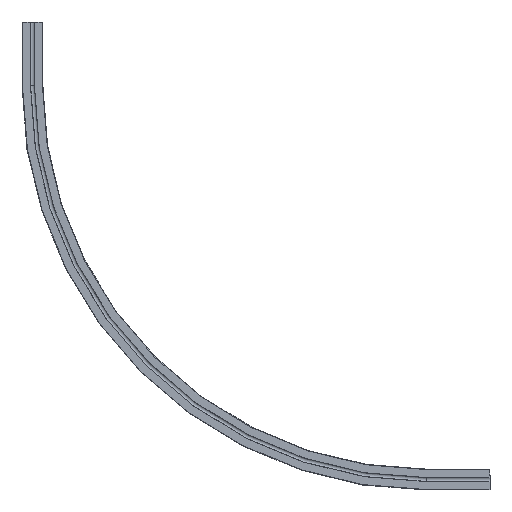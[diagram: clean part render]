
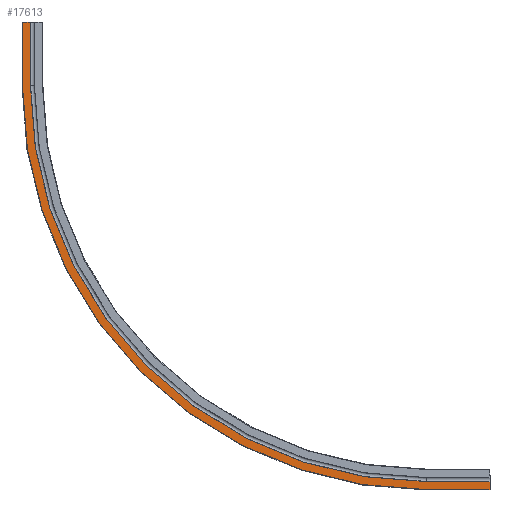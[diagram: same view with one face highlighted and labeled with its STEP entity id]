
A CAD part, front view. The second image highlights one B-rep face of the part: STEP entity #17613.
In plain terms, the highlighted planar face has unit normal (0, -1, 0).
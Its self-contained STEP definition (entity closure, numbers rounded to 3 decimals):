
#401 = AXIS2_PLACEMENT_3D ( 'NONE', #7316, #3636, #19429 ) ;
#1761 = ORIENTED_EDGE ( 'NONE', *, *, #20187, .T. ) ;
#2040 = CARTESIAN_POINT ( 'NONE',  ( 1074.5, -41.25, -929.217 ) ) ;
#2389 = LINE ( 'NONE', #11394, #8061 ) ;
#2844 = CARTESIAN_POINT ( 'NONE',  ( -23.5, -41.25, 150. ) ) ;
#3067 = LINE ( 'NONE', #18827, #7646 ) ;
#3109 = DIRECTION ( 'NONE',  ( -1., 0., 0. ) ) ;
#3300 = VERTEX_POINT ( 'NONE', #4447 ) ;
#3636 = DIRECTION ( 'NONE',  ( 0., 1., 0. ) ) ;
#3664 = CARTESIAN_POINT ( 'NONE',  ( -23.5, -41.25, 150. ) ) ;
#3768 = CARTESIAN_POINT ( 'NONE',  ( -4.717, -41.25, 150. ) ) ;
#4282 = ORIENTED_EDGE ( 'NONE', *, *, #19008, .F. ) ;
#4293 = LINE ( 'NONE', #3768, #5630 ) ;
#4447 = CARTESIAN_POINT ( 'NONE',  ( -4.717, -41.25, 0. ) ) ;
#4525 = EDGE_CURVE ( 'NONE', #20960, #4968, #3067, .T. ) ;
#4870 = EDGE_CURVE ( 'NONE', #16607, #20960, #6328, .T. ) ;
#4968 = VERTEX_POINT ( 'NONE', #21653 ) ;
#5002 = CARTESIAN_POINT ( 'NONE',  ( 924.5, -41.25, -929.217 ) ) ;
#5073 = ORIENTED_EDGE ( 'NONE', *, *, #5442, .T. ) ;
#5442 = EDGE_CURVE ( 'NONE', #21220, #3300, #6567, .T. ) ;
#5480 = CARTESIAN_POINT ( 'NONE',  ( -23.5, -41.25, 0. ) ) ;
#5630 = VECTOR ( 'NONE', #19423, 1000. ) ;
#6328 = LINE ( 'NONE', #2040, #20145 ) ;
#6441 = ORIENTED_EDGE ( 'NONE', *, *, #21351, .F. ) ;
#6567 = CIRCLE ( 'NONE', #20163, 929.217 ) ;
#6722 = PLANE ( 'NONE',  #12954 ) ;
#6802 = DIRECTION ( 'NONE',  ( 0., 1., 0. ) ) ;
#7316 = CARTESIAN_POINT ( 'NONE',  ( 924.5, -41.25, 0. ) ) ;
#7646 = VECTOR ( 'NONE', #15343, 1000. ) ;
#7883 = LINE ( 'NONE', #18350, #10846 ) ;
#7935 = DIRECTION ( 'NONE',  ( 1., 0., 0. ) ) ;
#8061 = VECTOR ( 'NONE', #7935, 1000. ) ;
#8373 = DIRECTION ( 'NONE',  ( 0., 0., 1. ) ) ;
#8775 = ORIENTED_EDGE ( 'NONE', *, *, #18811, .T. ) ;
#8963 = VECTOR ( 'NONE', #10583, 1000. ) ;
#9487 = FACE_OUTER_BOUND ( 'NONE', #21109, .T. ) ;
#10190 = CARTESIAN_POINT ( 'NONE',  ( 924.5, -41.25, 0. ) ) ;
#10583 = DIRECTION ( 'NONE',  ( 0., 0., -1. ) ) ;
#10670 = CARTESIAN_POINT ( 'NONE',  ( -4.717, -41.25, 150. ) ) ;
#10797 = VERTEX_POINT ( 'NONE', #5480 ) ;
#10846 = VECTOR ( 'NONE', #14953, 1000. ) ;
#10857 = DIRECTION ( 'NONE',  ( 0., 0., -1. ) ) ;
#11394 = CARTESIAN_POINT ( 'NONE',  ( 24.5, -41.25, 150. ) ) ;
#11729 = CARTESIAN_POINT ( 'NONE',  ( 1074.5, -41.25, -929.217 ) ) ;
#11834 = DIRECTION ( 'NONE',  ( 0., 1., 0. ) ) ;
#12183 = VERTEX_POINT ( 'NONE', #2844 ) ;
#12724 = ORIENTED_EDGE ( 'NONE', *, *, #15424, .T. ) ;
#12893 = VERTEX_POINT ( 'NONE', #10670 ) ;
#12954 = AXIS2_PLACEMENT_3D ( 'NONE', #15419, #6802, #3109 ) ;
#13878 = CARTESIAN_POINT ( 'NONE',  ( 1074.5, -41.25, -948. ) ) ;
#14953 = DIRECTION ( 'NONE',  ( -1., 0., 0. ) ) ;
#15343 = DIRECTION ( 'NONE',  ( -1., 0., 0. ) ) ;
#15419 = CARTESIAN_POINT ( 'NONE',  ( 24.5, -41.25, 150. ) ) ;
#15424 = EDGE_CURVE ( 'NONE', #3300, #12893, #4293, .T. ) ;
#16607 = VERTEX_POINT ( 'NONE', #11729 ) ;
#17613 = ADVANCED_FACE ( 'NONE', ( #9487 ), #6722, .F. ) ;
#18350 = CARTESIAN_POINT ( 'NONE',  ( 1074.5, -41.25, -929.217 ) ) ;
#18811 = EDGE_CURVE ( 'NONE', #12183, #10797, #22401, .T. ) ;
#18827 = CARTESIAN_POINT ( 'NONE',  ( 1074.5, -41.25, -948. ) ) ;
#19008 = EDGE_CURVE ( 'NONE', #12183, #12893, #2389, .T. ) ;
#19423 = DIRECTION ( 'NONE',  ( 0., 0., 1. ) ) ;
#19429 = DIRECTION ( 'NONE',  ( 0., 0., 1. ) ) ;
#20145 = VECTOR ( 'NONE', #10857, 1000. ) ;
#20163 = AXIS2_PLACEMENT_3D ( 'NONE', #10190, #11834, #8373 ) ;
#20187 = EDGE_CURVE ( 'NONE', #16607, #21220, #7883, .T. ) ;
#20516 = ORIENTED_EDGE ( 'NONE', *, *, #4870, .F. ) ;
#20960 = VERTEX_POINT ( 'NONE', #13878 ) ;
#21109 = EDGE_LOOP ( 'NONE', ( #8775, #6441, #21187, #20516, #1761, #5073, #12724, #4282 ) ) ;
#21187 = ORIENTED_EDGE ( 'NONE', *, *, #4525, .F. ) ;
#21220 = VERTEX_POINT ( 'NONE', #5002 ) ;
#21351 = EDGE_CURVE ( 'NONE', #4968, #10797, #21465, .T. ) ;
#21465 = CIRCLE ( 'NONE', #401, 948. ) ;
#21653 = CARTESIAN_POINT ( 'NONE',  ( 924.5, -41.25, -948. ) ) ;
#22401 = LINE ( 'NONE', #3664, #8963 ) ;
